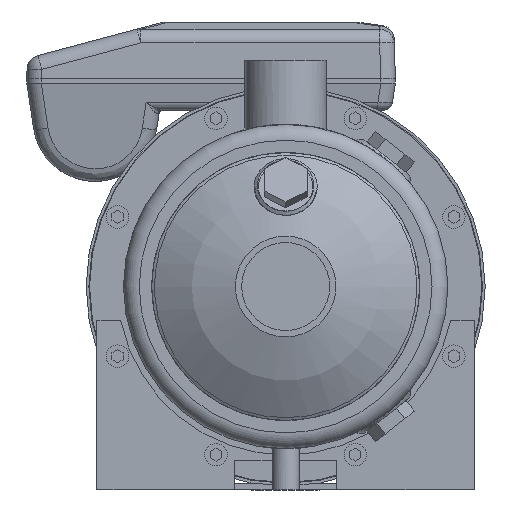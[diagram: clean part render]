
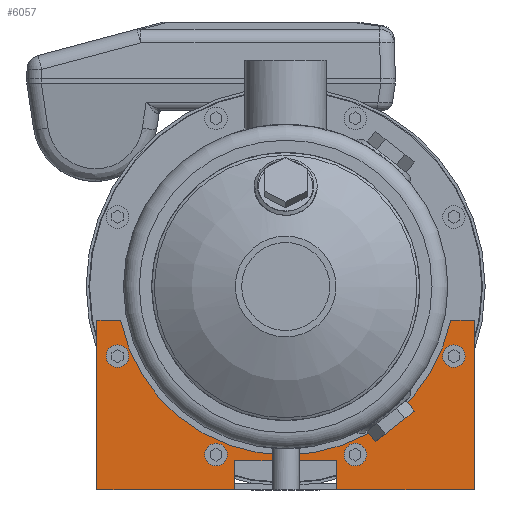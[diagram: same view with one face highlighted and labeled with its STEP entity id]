
A CAD part, left-side view. The second image highlights one B-rep face of the part: STEP entity #6057.
In plain terms, the highlighted face is planar.
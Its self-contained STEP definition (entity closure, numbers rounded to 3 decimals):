
#521=LINE('',#16390,#993);
#523=LINE('',#16394,#995);
#530=LINE('',#16408,#1002);
#532=LINE('',#16413,#1004);
#542=LINE('',#16433,#1014);
#546=LINE('',#16441,#1018);
#548=LINE('',#16454,#1020);
#549=LINE('',#16457,#1021);
#550=LINE('',#16459,#1022);
#993=VECTOR('',#10514,1000.);
#995=VECTOR('',#10518,1000.);
#1002=VECTOR('',#10527,1000.);
#1004=VECTOR('',#10531,1000.);
#1014=VECTOR('',#10547,1000.);
#1018=VECTOR('',#10551,1000.);
#1020=VECTOR('',#10565,1000.);
#1021=VECTOR('',#10568,1000.);
#1022=VECTOR('',#10569,1000.);
#2637=ORIENTED_EDGE('',*,*,#3590,.F.);
#2638=ORIENTED_EDGE('',*,*,#3591,.F.);
#2639=ORIENTED_EDGE('',*,*,#3592,.F.);
#2640=ORIENTED_EDGE('',*,*,#3593,.F.);
#2641=ORIENTED_EDGE('',*,*,#3594,.F.);
#2642=ORIENTED_EDGE('',*,*,#3583,.F.);
#2643=ORIENTED_EDGE('',*,*,#3563,.T.);
#2644=ORIENTED_EDGE('',*,*,#3561,.T.);
#2645=ORIENTED_EDGE('',*,*,#3595,.F.);
#2646=ORIENTED_EDGE('',*,*,#3570,.T.);
#2647=ORIENTED_EDGE('',*,*,#3572,.F.);
#2648=ORIENTED_EDGE('',*,*,#3587,.F.);
#2649=ORIENTED_EDGE('',*,*,#3596,.F.);
#2650=ORIENTED_EDGE('',*,*,#3597,.F.);
#3561=EDGE_CURVE('',#4155,#4154,#521,.T.);
#3563=EDGE_CURVE('',#4156,#4155,#523,.T.);
#3570=EDGE_CURVE('',#4159,#4161,#530,.T.);
#3572=EDGE_CURVE('',#4163,#4161,#532,.T.);
#3583=EDGE_CURVE('',#4156,#4171,#542,.T.);
#3587=EDGE_CURVE('',#4174,#4163,#546,.T.);
#3590=EDGE_CURVE('',#4176,#4176,#4475,.T.);
#3591=EDGE_CURVE('',#4177,#4177,#4476,.T.);
#3592=EDGE_CURVE('',#4178,#4178,#4477,.T.);
#3593=EDGE_CURVE('',#4179,#4179,#4478,.T.);
#3594=EDGE_CURVE('',#4171,#4180,#548,.T.);
#3595=EDGE_CURVE('',#4159,#4154,#4479,.T.);
#3596=EDGE_CURVE('',#4181,#4174,#549,.T.);
#3597=EDGE_CURVE('',#4180,#4181,#550,.T.);
#4154=VERTEX_POINT('',#16389);
#4155=VERTEX_POINT('',#16391);
#4156=VERTEX_POINT('',#16395);
#4159=VERTEX_POINT('',#16403);
#4161=VERTEX_POINT('',#16407);
#4163=VERTEX_POINT('',#16412);
#4171=VERTEX_POINT('',#16434);
#4174=VERTEX_POINT('',#16440);
#4176=VERTEX_POINT('',#16447);
#4177=VERTEX_POINT('',#16449);
#4178=VERTEX_POINT('',#16451);
#4179=VERTEX_POINT('',#16453);
#4180=VERTEX_POINT('',#16455);
#4181=VERTEX_POINT('',#16458);
#4475=CIRCLE('',#8928,5.);
#4476=CIRCLE('',#8929,5.);
#4477=CIRCLE('',#8930,5.);
#4478=CIRCLE('',#8931,5.);
#4479=CIRCLE('',#8932,74.5);
#4928=EDGE_LOOP('',(#2637));
#4929=EDGE_LOOP('',(#2638));
#4930=EDGE_LOOP('',(#2639));
#4931=EDGE_LOOP('',(#2640));
#4932=EDGE_LOOP('',(#2641,#2642,#2643,#2644,#2645,#2646,#2647,#2648,#2649,
#2650));
#5439=FACE_BOUND('',#4928,.T.);
#5440=FACE_BOUND('',#4929,.T.);
#5441=FACE_BOUND('',#4930,.T.);
#5442=FACE_BOUND('',#4931,.T.);
#5443=FACE_BOUND('',#4932,.T.);
#5679=PLANE('',#8927);
#6057=ADVANCED_FACE('',(#5439,#5440,#5441,#5442,#5443),#5679,.T.);
#8927=AXIS2_PLACEMENT_3D('',#16445,#10555,#10556);
#8928=AXIS2_PLACEMENT_3D('',#16446,#10557,#10558);
#8929=AXIS2_PLACEMENT_3D('',#16448,#10559,#10560);
#8930=AXIS2_PLACEMENT_3D('',#16450,#10561,#10562);
#8931=AXIS2_PLACEMENT_3D('',#16452,#10563,#10564);
#8932=AXIS2_PLACEMENT_3D('',#16456,#10566,#10567);
#10514=DIRECTION('',(0.,-1.,0.));
#10518=DIRECTION('',(0.,0.,1.));
#10527=DIRECTION('',(0.,-1.,0.));
#10531=DIRECTION('',(0.,0.,1.));
#10547=DIRECTION('',(0.,-1.,0.));
#10551=DIRECTION('',(0.,-1.,0.));
#10555=DIRECTION('',(1.,0.,0.));
#10556=DIRECTION('',(0.,0.,-1.));
#10557=DIRECTION('',(1.,0.,0.));
#10558=DIRECTION('',(0.,0.,-1.));
#10559=DIRECTION('',(1.,0.,0.));
#10560=DIRECTION('',(0.,0.,-1.));
#10561=DIRECTION('',(1.,0.,0.));
#10562=DIRECTION('',(0.,0.,-1.));
#10563=DIRECTION('',(1.,0.,0.));
#10564=DIRECTION('',(0.,0.,-1.));
#10565=DIRECTION('',(0.,0.,1.));
#10566=DIRECTION('',(1.,0.,0.));
#10567=DIRECTION('',(0.,0.,-1.));
#10568=DIRECTION('',(0.,0.,-1.));
#10569=DIRECTION('',(0.,-1.,0.));
#16389=CARTESIAN_POINT('',(55.,72.974,75.));
#16390=CARTESIAN_POINT('',(55.,83.5,75.));
#16391=CARTESIAN_POINT('',(55.,83.5,75.));
#16394=CARTESIAN_POINT('',(55.,83.5,0.));
#16395=CARTESIAN_POINT('',(55.,83.5,0.));
#16403=CARTESIAN_POINT('',(55.,-72.974,75.));
#16407=CARTESIAN_POINT('',(55.,-83.5,75.));
#16408=CARTESIAN_POINT('',(55.,83.5,75.));
#16412=CARTESIAN_POINT('',(55.,-83.5,0.));
#16413=CARTESIAN_POINT('',(55.,-83.5,0.));
#16433=CARTESIAN_POINT('',(55.,83.5,0.));
#16434=CARTESIAN_POINT('',(55.,22.5,0.));
#16440=CARTESIAN_POINT('',(55.,-22.5,0.));
#16441=CARTESIAN_POINT('',(55.,83.5,0.));
#16445=CARTESIAN_POINT('',(55.,83.5,0.));
#16446=CARTESIAN_POINT('',(55.,74.372,59.194));
#16447=CARTESIAN_POINT('',(55.,74.372,54.194));
#16448=CARTESIAN_POINT('',(55.,30.806,15.628));
#16449=CARTESIAN_POINT('',(55.,30.806,10.628));
#16450=CARTESIAN_POINT('',(55.,-30.806,15.628));
#16451=CARTESIAN_POINT('',(55.,-30.806,10.628));
#16452=CARTESIAN_POINT('',(55.,-74.372,59.194));
#16453=CARTESIAN_POINT('',(55.,-74.372,54.194));
#16454=CARTESIAN_POINT('',(55.,22.5,0.));
#16455=CARTESIAN_POINT('',(55.,22.5,13.));
#16456=CARTESIAN_POINT('',(55.,0.,90.));
#16457=CARTESIAN_POINT('',(55.,-22.5,0.));
#16458=CARTESIAN_POINT('',(55.,-22.5,13.));
#16459=CARTESIAN_POINT('',(55.,83.5,13.));
